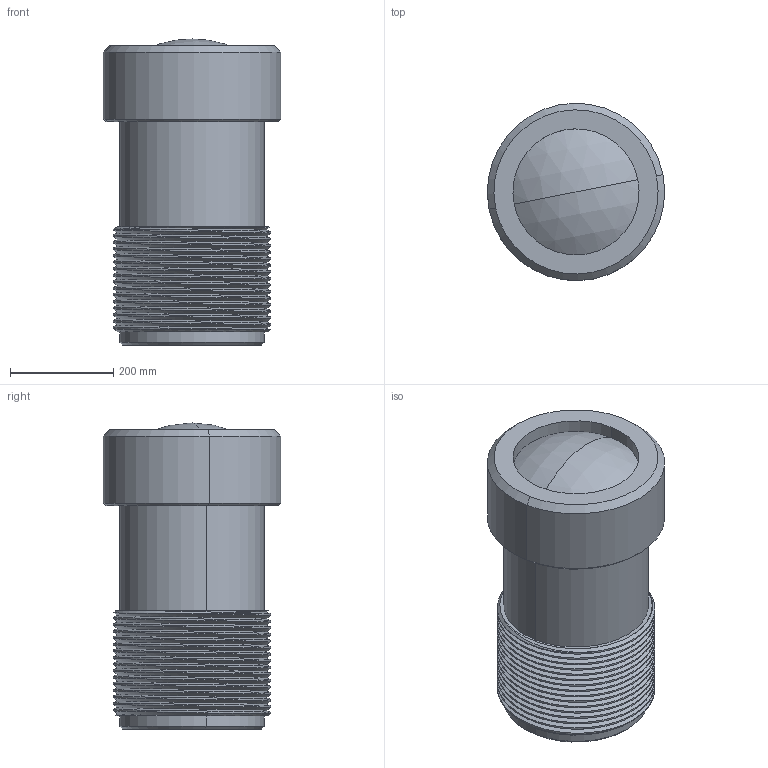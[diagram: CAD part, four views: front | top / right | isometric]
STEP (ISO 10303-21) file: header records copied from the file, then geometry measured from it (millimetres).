
FILE_DESCRIPTION(('FreeCAD Model'),'2;1');
FILE_NAME('12mm_Lens_2.step', '2018-06-24T16:35:07',('Author'),(''), 'Open CASCADE STEP processor 6.8','FreeCAD','Unknown');
FILE_SCHEMA(('AUTOMOTIVE_DESIGN_CC2 { 1 2 10303 214 -1 1 5 4 }'));
Length unit declared in the file: millimetre
Products named in the file (2): ASSEMBLY; Fusion
Assembly tree (1 placements, depth 2):
  ASSEMBLY
    Fusion
Bounding box: 342.82 x 342.82 x 591.82 mm (x, y, z)
Volume: 41430456.7 mm3; surface area: 917895.1 mm2
Topology: 1 solids, 1 shells, 61 faces, 157 edges, 102 vertices
Faces by surface type: cylinder 40, cone 11, plane 6, bspline 2, sphere 2
Entity records: 20651 total; most frequent: CARTESIAN_POINT 17770, ORIENTED_EDGE 314, PCURVE 314, DEFINITIONAL_REPRESENTATION 314, B_SPLINE_CURVE_WITH_KNOTS 301, DIRECTION 253, EDGE_CURVE 157, SURFACE_CURVE 157
